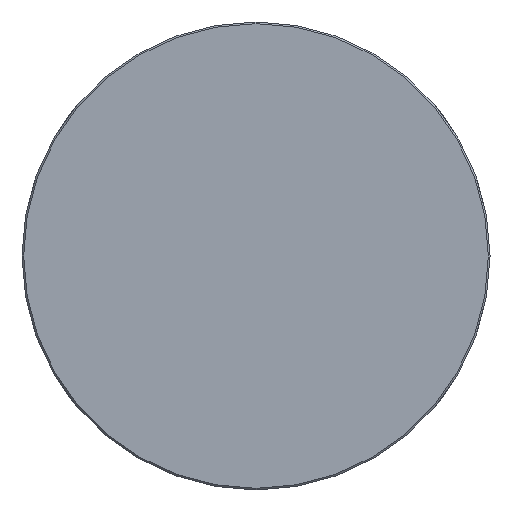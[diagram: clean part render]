
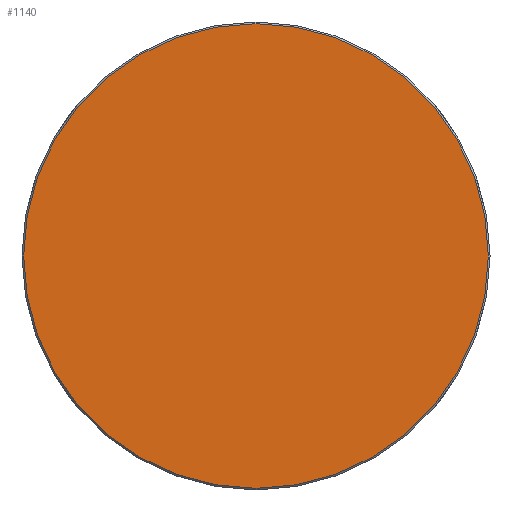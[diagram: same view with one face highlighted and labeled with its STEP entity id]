
A CAD part, left-side view. The second image highlights one B-rep face of the part: STEP entity #1140.
In plain terms, the highlighted planar face has unit normal (-1, 0, 0).
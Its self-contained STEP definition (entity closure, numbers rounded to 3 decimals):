
#128 = CARTESIAN_POINT ( 'NONE',  ( -97.2, 0., 0. ) ) ;
#294 = AXIS2_PLACEMENT_3D ( 'NONE', #128, #970, #584 ) ;
#384 = EDGE_CURVE ( 'NONE', #1565, #840, #974, .T. ) ;
#524 = EDGE_LOOP ( 'NONE', ( #625, #1502 ) ) ;
#584 = DIRECTION ( 'NONE',  ( 0., 1., 0. ) ) ;
#625 = ORIENTED_EDGE ( 'NONE', *, *, #722, .T. ) ;
#663 = DIRECTION ( 'NONE',  ( 0., 1., 0. ) ) ;
#667 = DIRECTION ( 'NONE',  ( 0., 0., -1. ) ) ;
#722 = EDGE_CURVE ( 'NONE', #840, #1565, #940, .T. ) ;
#772 = DIRECTION ( 'NONE',  ( -1., 0., 0. ) ) ;
#785 = PLANE ( 'NONE',  #913 ) ;
#809 = DIRECTION ( 'NONE',  ( 1., 0., 0. ) ) ;
#840 = VERTEX_POINT ( 'NONE', #1558 ) ;
#913 = AXIS2_PLACEMENT_3D ( 'NONE', #1281, #809, #667 ) ;
#920 = CARTESIAN_POINT ( 'NONE',  ( -97.2, -41.7, 0. ) ) ;
#940 = CIRCLE ( 'NONE', #1357, 41.7 ) ;
#970 = DIRECTION ( 'NONE',  ( -1., 0., 0. ) ) ;
#974 = CIRCLE ( 'NONE', #294, 41.7 ) ;
#1128 = FACE_OUTER_BOUND ( 'NONE', #524, .T. ) ;
#1140 = ADVANCED_FACE ( 'NONE', ( #1128 ), #785, .F. ) ;
#1281 = CARTESIAN_POINT ( 'NONE',  ( -97.2, -42.2, 42.2 ) ) ;
#1357 = AXIS2_PLACEMENT_3D ( 'NONE', #1518, #772, #663 ) ;
#1502 = ORIENTED_EDGE ( 'NONE', *, *, #384, .T. ) ;
#1518 = CARTESIAN_POINT ( 'NONE',  ( -97.2, 0., 0. ) ) ;
#1558 = CARTESIAN_POINT ( 'NONE',  ( -97.2, 41.7, 0. ) ) ;
#1565 = VERTEX_POINT ( 'NONE', #920 ) ;
